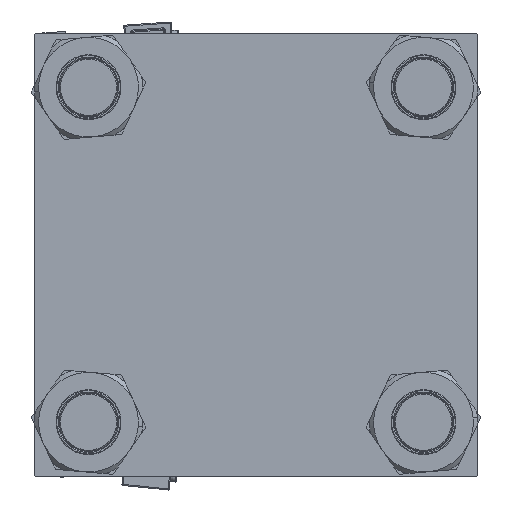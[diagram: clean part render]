
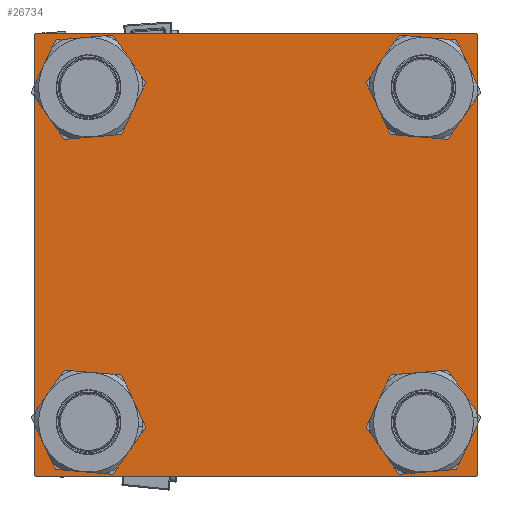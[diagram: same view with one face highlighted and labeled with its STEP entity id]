
A CAD part, left-side view. The second image highlights one B-rep face of the part: STEP entity #26734.
In plain terms, the highlighted planar face has unit normal (-1, 0, 0).
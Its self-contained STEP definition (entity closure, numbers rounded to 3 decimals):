
#218 = CARTESIAN_POINT ( 'NONE',  ( 0., -77.45, 77.45 ) ) ;
#580 = VERTEX_POINT ( 'NONE', #19663 ) ;
#1111 = VECTOR ( 'NONE', #51552, 1000. ) ;
#2775 = VERTEX_POINT ( 'NONE', #13106 ) ;
#2929 = CARTESIAN_POINT ( 'NONE',  ( 0., -102., 102.5 ) ) ;
#3092 = VERTEX_POINT ( 'NONE', #10966 ) ;
#3456 = CARTESIAN_POINT ( 'NONE',  ( 0., 77.45, -77.45 ) ) ;
#3555 = CARTESIAN_POINT ( 'NONE',  ( 0., -102.5, 102.5 ) ) ;
#3580 = EDGE_LOOP ( 'NONE', ( #22421, #25439, #54108, #44143, #26043, #39567, #19481, #52591 ) ) ;
#3749 = CARTESIAN_POINT ( 'NONE',  ( 0., 77.45, 63.45 ) ) ;
#4053 = DIRECTION ( 'NONE',  ( 0., 0., 1. ) ) ;
#4392 = EDGE_CURVE ( 'NONE', #42835, #580, #37569, .T. ) ;
#4558 = CARTESIAN_POINT ( 'NONE',  ( 0., 102.5, 102.5 ) ) ;
#5062 = AXIS2_PLACEMENT_3D ( 'NONE', #52012, #28780, #11318 ) ;
#5535 = ORIENTED_EDGE ( 'NONE', *, *, #15600, .T. ) ;
#5696 = CARTESIAN_POINT ( 'NONE',  ( 0., 102., -102.5 ) ) ;
#6364 = VERTEX_POINT ( 'NONE', #45105 ) ;
#7023 = VERTEX_POINT ( 'NONE', #31833 ) ;
#7131 = DIRECTION ( 'NONE',  ( -1., 0., 0. ) ) ;
#7383 = VERTEX_POINT ( 'NONE', #5696 ) ;
#7410 = EDGE_CURVE ( 'NONE', #55179, #47550, #30963, .T. ) ;
#7730 = PLANE ( 'NONE',  #49453 ) ;
#9520 = DIRECTION ( 'NONE',  ( 0., -1., 0. ) ) ;
#9553 = DIRECTION ( 'NONE',  ( 0., 0., 1. ) ) ;
#10365 = CIRCLE ( 'NONE', #17066, 14. ) ;
#10966 = CARTESIAN_POINT ( 'NONE',  ( 0., -77.45, 63.45 ) ) ;
#11318 = DIRECTION ( 'NONE',  ( 0., 0., 1. ) ) ;
#11385 = EDGE_CURVE ( 'NONE', #7383, #39258, #23659, .T. ) ;
#11579 = CIRCLE ( 'NONE', #26901, 14. ) ;
#12499 = ORIENTED_EDGE ( 'NONE', *, *, #23420, .T. ) ;
#12850 = DIRECTION ( 'NONE',  ( 0., 0., 1. ) ) ;
#13106 = CARTESIAN_POINT ( 'NONE',  ( 0., -77.45, -91.45 ) ) ;
#13248 = CARTESIAN_POINT ( 'NONE',  ( 0., -77.45, -77.45 ) ) ;
#13877 = DIRECTION ( 'NONE',  ( 1., 0., 0. ) ) ;
#15308 = EDGE_LOOP ( 'NONE', ( #39927, #5535 ) ) ;
#15591 = DIRECTION ( 'NONE',  ( 1., 0., 0. ) ) ;
#15600 = EDGE_CURVE ( 'NONE', #3092, #23644, #11579, .T. ) ;
#15789 = VERTEX_POINT ( 'NONE', #3749 ) ;
#16724 = AXIS2_PLACEMENT_3D ( 'NONE', #218, #37573, #9553 ) ;
#17066 = AXIS2_PLACEMENT_3D ( 'NONE', #18106, #13877, #18688 ) ;
#17191 = CARTESIAN_POINT ( 'NONE',  ( 0., -102.5, 102. ) ) ;
#18096 = DIRECTION ( 'NONE',  ( 0., 0.707, 0.707 ) ) ;
#18106 = CARTESIAN_POINT ( 'NONE',  ( 0., 77.45, 77.45 ) ) ;
#18688 = DIRECTION ( 'NONE',  ( 0., 0., 1. ) ) ;
#18838 = EDGE_CURVE ( 'NONE', #580, #6364, #19898, .T. ) ;
#19294 = VECTOR ( 'NONE', #46471, 1000. ) ;
#19481 = ORIENTED_EDGE ( 'NONE', *, *, #19500, .F. ) ;
#19500 = EDGE_CURVE ( 'NONE', #42835, #43557, #55471, .T. ) ;
#19663 = CARTESIAN_POINT ( 'NONE',  ( 0., 102.5, 102. ) ) ;
#19898 = LINE ( 'NONE', #34048, #29967 ) ;
#19982 = ORIENTED_EDGE ( 'NONE', *, *, #51369, .T. ) ;
#20084 = CARTESIAN_POINT ( 'NONE',  ( 0., 102.25, 102.25 ) ) ;
#21101 = AXIS2_PLACEMENT_3D ( 'NONE', #30224, #35344, #34757 ) ;
#21404 = CARTESIAN_POINT ( 'NONE',  ( 0., -102., -102.5 ) ) ;
#21881 = FACE_BOUND ( 'NONE', #40290, .T. ) ;
#22421 = ORIENTED_EDGE ( 'NONE', *, *, #18838, .T. ) ;
#22611 = CARTESIAN_POINT ( 'NONE',  ( 0., -102.25, 102.25 ) ) ;
#23080 = VECTOR ( 'NONE', #9520, 1000. ) ;
#23420 = EDGE_CURVE ( 'NONE', #15789, #28710, #57049, .T. ) ;
#23644 = VERTEX_POINT ( 'NONE', #39333 ) ;
#23659 = LINE ( 'NONE', #50807, #23080 ) ;
#23666 = VERTEX_POINT ( 'NONE', #26052 ) ;
#24304 = DIRECTION ( 'NONE',  ( 0., 0.707, -0.707 ) ) ;
#25439 = ORIENTED_EDGE ( 'NONE', *, *, #54911, .T. ) ;
#26043 = ORIENTED_EDGE ( 'NONE', *, *, #7410, .F. ) ;
#26052 = CARTESIAN_POINT ( 'NONE',  ( 0., 77.45, -91.45 ) ) ;
#26103 = FACE_BOUND ( 'NONE', #15308, .T. ) ;
#26734 = ADVANCED_FACE ( 'NONE', ( #26103, #21881, #57758, #53539, #39086 ), #7730, .T. ) ;
#26901 = AXIS2_PLACEMENT_3D ( 'NONE', #50875, #37307, #31594 ) ;
#28710 = VERTEX_POINT ( 'NONE', #52101 ) ;
#28780 = DIRECTION ( 'NONE',  ( 1., 0., 0. ) ) ;
#28860 = EDGE_LOOP ( 'NONE', ( #49260, #59498 ) ) ;
#28862 = EDGE_LOOP ( 'NONE', ( #51339, #12499 ) ) ;
#29607 = DIRECTION ( 'NONE',  ( 0., -0.707, 0.707 ) ) ;
#29796 = EDGE_CURVE ( 'NONE', #23644, #3092, #55218, .T. ) ;
#29967 = VECTOR ( 'NONE', #38283, 1000. ) ;
#30224 = CARTESIAN_POINT ( 'NONE',  ( 0., -77.45, -77.45 ) ) ;
#30637 = AXIS2_PLACEMENT_3D ( 'NONE', #56869, #15591, #33955 ) ;
#30963 = LINE ( 'NONE', #3555, #45132 ) ;
#31594 = DIRECTION ( 'NONE',  ( 0., 0., 1. ) ) ;
#31833 = CARTESIAN_POINT ( 'NONE',  ( 0., -77.45, -63.45 ) ) ;
#33955 = DIRECTION ( 'NONE',  ( 0., 0., 1. ) ) ;
#34048 = CARTESIAN_POINT ( 'NONE',  ( 0., 102.5, 102.5 ) ) ;
#34757 = DIRECTION ( 'NONE',  ( 0., 0., 1. ) ) ;
#35344 = DIRECTION ( 'NONE',  ( 1., 0., 0. ) ) ;
#35940 = EDGE_CURVE ( 'NONE', #55179, #43557, #41003, .T. ) ;
#36451 = CARTESIAN_POINT ( 'NONE',  ( 0., -102.5, -102. ) ) ;
#36527 = CARTESIAN_POINT ( 'NONE',  ( 0., 102.25, -102.25 ) ) ;
#37229 = VECTOR ( 'NONE', #29607, 1000. ) ;
#37307 = DIRECTION ( 'NONE',  ( 1., 0., 0. ) ) ;
#37569 = LINE ( 'NONE', #20084, #49817 ) ;
#37573 = DIRECTION ( 'NONE',  ( 1., 0., 0. ) ) ;
#38057 = LINE ( 'NONE', #47422, #37229 ) ;
#38134 = VECTOR ( 'NONE', #18096, 1000. ) ;
#38283 = DIRECTION ( 'NONE',  ( 0., 0., -1. ) ) ;
#38460 = EDGE_CURVE ( 'NONE', #7023, #2775, #44873, .T. ) ;
#38603 = VERTEX_POINT ( 'NONE', #42763 ) ;
#39086 = FACE_OUTER_BOUND ( 'NONE', #3580, .T. ) ;
#39258 = VERTEX_POINT ( 'NONE', #21404 ) ;
#39333 = CARTESIAN_POINT ( 'NONE',  ( 0., -77.45, 91.45 ) ) ;
#39567 = ORIENTED_EDGE ( 'NONE', *, *, #35940, .T. ) ;
#39927 = ORIENTED_EDGE ( 'NONE', *, *, #29796, .T. ) ;
#40167 = CIRCLE ( 'NONE', #59390, 14. ) ;
#40290 = EDGE_LOOP ( 'NONE', ( #50371, #19982 ) ) ;
#41003 = LINE ( 'NONE', #22611, #38134 ) ;
#42227 = EDGE_CURVE ( 'NONE', #28710, #15789, #10365, .T. ) ;
#42763 = CARTESIAN_POINT ( 'NONE',  ( 0., 77.45, -63.45 ) ) ;
#42835 = VERTEX_POINT ( 'NONE', #56739 ) ;
#43238 = CIRCLE ( 'NONE', #21101, 14. ) ;
#43557 = VERTEX_POINT ( 'NONE', #2929 ) ;
#44143 = ORIENTED_EDGE ( 'NONE', *, *, #45367, .T. ) ;
#44873 = CIRCLE ( 'NONE', #45820, 14. ) ;
#45105 = CARTESIAN_POINT ( 'NONE',  ( 0., 102.5, -102. ) ) ;
#45132 = VECTOR ( 'NONE', #52707, 1000. ) ;
#45367 = EDGE_CURVE ( 'NONE', #39258, #47550, #38057, .T. ) ;
#45820 = AXIS2_PLACEMENT_3D ( 'NONE', #13248, #50599, #59641 ) ;
#46163 = EDGE_CURVE ( 'NONE', #38603, #23666, #40167, .T. ) ;
#46471 = DIRECTION ( 'NONE',  ( 0., -0.707, -0.707 ) ) ;
#47422 = CARTESIAN_POINT ( 'NONE',  ( 0., -102.25, -102.25 ) ) ;
#47550 = VERTEX_POINT ( 'NONE', #36451 ) ;
#49260 = ORIENTED_EDGE ( 'NONE', *, *, #46163, .T. ) ;
#49453 = AXIS2_PLACEMENT_3D ( 'NONE', #54134, #7131, #12850 ) ;
#49732 = EDGE_CURVE ( 'NONE', #23666, #38603, #53767, .T. ) ;
#49817 = VECTOR ( 'NONE', #24304, 1000. ) ;
#50371 = ORIENTED_EDGE ( 'NONE', *, *, #38460, .T. ) ;
#50599 = DIRECTION ( 'NONE',  ( 1., 0., 0. ) ) ;
#50807 = CARTESIAN_POINT ( 'NONE',  ( 0., 102.5, -102.5 ) ) ;
#50875 = CARTESIAN_POINT ( 'NONE',  ( 0., -77.45, 77.45 ) ) ;
#50984 = LINE ( 'NONE', #36527, #19294 ) ;
#51339 = ORIENTED_EDGE ( 'NONE', *, *, #42227, .T. ) ;
#51369 = EDGE_CURVE ( 'NONE', #2775, #7023, #43238, .T. ) ;
#51552 = DIRECTION ( 'NONE',  ( 0., -1., 0. ) ) ;
#52012 = CARTESIAN_POINT ( 'NONE',  ( 0., 77.45, 77.45 ) ) ;
#52101 = CARTESIAN_POINT ( 'NONE',  ( 0., 77.45, 91.45 ) ) ;
#52591 = ORIENTED_EDGE ( 'NONE', *, *, #4392, .T. ) ;
#52707 = DIRECTION ( 'NONE',  ( 0., 0., -1. ) ) ;
#52969 = DIRECTION ( 'NONE',  ( 1., 0., 0. ) ) ;
#53539 = FACE_BOUND ( 'NONE', #28862, .T. ) ;
#53767 = CIRCLE ( 'NONE', #30637, 14. ) ;
#54108 = ORIENTED_EDGE ( 'NONE', *, *, #11385, .T. ) ;
#54134 = CARTESIAN_POINT ( 'NONE',  ( 0., 0., 0. ) ) ;
#54911 = EDGE_CURVE ( 'NONE', #6364, #7383, #50984, .T. ) ;
#55179 = VERTEX_POINT ( 'NONE', #17191 ) ;
#55218 = CIRCLE ( 'NONE', #16724, 14. ) ;
#55471 = LINE ( 'NONE', #4558, #1111 ) ;
#56739 = CARTESIAN_POINT ( 'NONE',  ( 0., 102., 102.5 ) ) ;
#56869 = CARTESIAN_POINT ( 'NONE',  ( 0., 77.45, -77.45 ) ) ;
#57049 = CIRCLE ( 'NONE', #5062, 14. ) ;
#57758 = FACE_BOUND ( 'NONE', #28860, .T. ) ;
#59390 = AXIS2_PLACEMENT_3D ( 'NONE', #3456, #52969, #4053 ) ;
#59498 = ORIENTED_EDGE ( 'NONE', *, *, #49732, .T. ) ;
#59641 = DIRECTION ( 'NONE',  ( 0., 0., 1. ) ) ;
